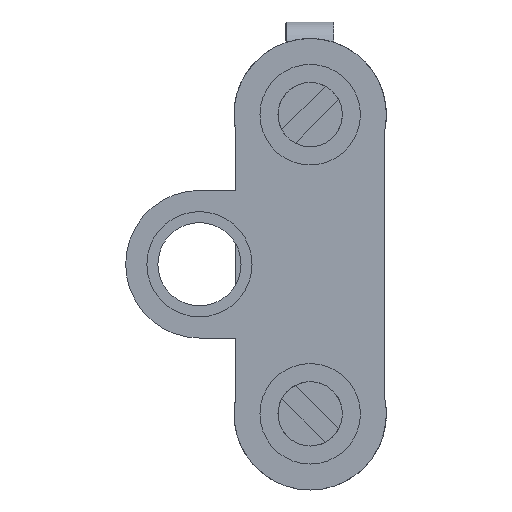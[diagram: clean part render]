
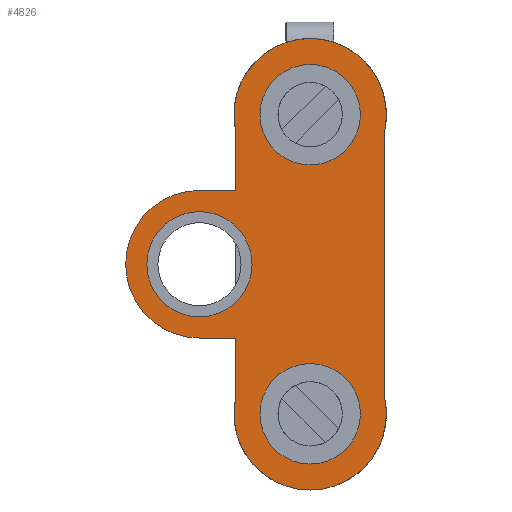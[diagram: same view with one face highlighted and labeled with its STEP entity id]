
A CAD part, left-side view. The second image highlights one B-rep face of the part: STEP entity #4826.
In plain terms, the highlighted planar face has unit normal (-1, 0, 0).
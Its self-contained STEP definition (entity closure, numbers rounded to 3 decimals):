
#158 = LINE ( 'NONE', #6523, #1733 ) ;
#159 = VERTEX_POINT ( 'NONE', #2754 ) ;
#231 = ORIENTED_EDGE ( 'NONE', *, *, #3849, .F. ) ;
#246 = VERTEX_POINT ( 'NONE', #2984 ) ;
#316 = VERTEX_POINT ( 'NONE', #1866 ) ;
#350 = CIRCLE ( 'NONE', #4617, 3.35 ) ;
#387 = DIRECTION ( 'NONE',  ( 0., 0., 1. ) ) ;
#432 = ORIENTED_EDGE ( 'NONE', *, *, #4019, .T. ) ;
#562 = DIRECTION ( 'NONE',  ( -1., 0., 0. ) ) ;
#573 = EDGE_CURVE ( 'NONE', #2295, #3116, #5928, .T. ) ;
#595 = DIRECTION ( 'NONE',  ( 0., 0., 1. ) ) ;
#656 = AXIS2_PLACEMENT_3D ( 'NONE', #2772, #6913, #3356 ) ;
#691 = CARTESIAN_POINT ( 'NONE',  ( 0., -4.75, -8.545 ) ) ;
#801 = ORIENTED_EDGE ( 'NONE', *, *, #5645, .T. ) ;
#815 = DIRECTION ( 'NONE',  ( 0., 0., -1. ) ) ;
#832 = CIRCLE ( 'NONE', #1967, 4.85 ) ;
#842 = DIRECTION ( 'NONE',  ( -1., 0., 0. ) ) ;
#853 = ORIENTED_EDGE ( 'NONE', *, *, #7597, .F. ) ;
#1009 = EDGE_CURVE ( 'NONE', #7596, #7540, #5746, .T. ) ;
#1030 = ORIENTED_EDGE ( 'NONE', *, *, #4056, .F. ) ;
#1109 = ORIENTED_EDGE ( 'NONE', *, *, #3655, .T. ) ;
#1111 = CARTESIAN_POINT ( 'NONE',  ( 0., 4.75, 4.7 ) ) ;
#1129 = EDGE_CURVE ( 'NONE', #1302, #3907, #832, .T. ) ;
#1225 = EDGE_CURVE ( 'NONE', #7315, #6662, #4383, .T. ) ;
#1243 = VECTOR ( 'NONE', #2668, 1000. ) ;
#1250 = FACE_BOUND ( 'NONE', #4130, .T. ) ;
#1302 = VERTEX_POINT ( 'NONE', #6735 ) ;
#1357 = ORIENTED_EDGE ( 'NONE', *, *, #4410, .T. ) ;
#1419 = VECTOR ( 'NONE', #2284, 1000. ) ;
#1455 = CARTESIAN_POINT ( 'NONE',  ( 0., 0., 14.375 ) ) ;
#1565 = CARTESIAN_POINT ( 'NONE',  ( 0., 7.05, 0. ) ) ;
#1595 = AXIS2_PLACEMENT_3D ( 'NONE', #7698, #4126, #595 ) ;
#1646 = CIRCLE ( 'NONE', #1747, 3.2 ) ;
#1733 = VECTOR ( 'NONE', #7087, 1000. ) ;
#1747 = AXIS2_PLACEMENT_3D ( 'NONE', #6307, #2769, #6910 ) ;
#1866 = CARTESIAN_POINT ( 'NONE',  ( 0., 4.75, 4.7 ) ) ;
#1908 = LINE ( 'NONE', #6861, #3271 ) ;
#1967 = AXIS2_PLACEMENT_3D ( 'NONE', #2280, #6425, #2883 ) ;
#1968 = PLANE ( 'NONE',  #5496 ) ;
#2104 = VERTEX_POINT ( 'NONE', #6877 ) ;
#2164 = DIRECTION ( 'NONE',  ( 0., 0., 1. ) ) ;
#2233 = CARTESIAN_POINT ( 'NONE',  ( 0., 0., 9.525 ) ) ;
#2279 = ORIENTED_EDGE ( 'NONE', *, *, #5852, .T. ) ;
#2280 = CARTESIAN_POINT ( 'NONE',  ( 0., 0., 9.525 ) ) ;
#2284 = DIRECTION ( 'NONE',  ( 0., 0., -1. ) ) ;
#2295 = VERTEX_POINT ( 'NONE', #3330 ) ;
#2387 = CARTESIAN_POINT ( 'NONE',  ( 0., 0., -14.375 ) ) ;
#2393 = AXIS2_PLACEMENT_3D ( 'NONE', #6564, #3011, #7152 ) ;
#2527 = EDGE_CURVE ( 'NONE', #2104, #246, #3497, .T. ) ;
#2567 = ORIENTED_EDGE ( 'NONE', *, *, #1009, .T. ) ;
#2668 = DIRECTION ( 'NONE',  ( 0., 0., 1. ) ) ;
#2702 = VERTEX_POINT ( 'NONE', #2387 ) ;
#2704 = CARTESIAN_POINT ( 'NONE',  ( 0., 4.75, -8.545 ) ) ;
#2705 = DIRECTION ( 'NONE',  ( 0., 1., 0. ) ) ;
#2754 = CARTESIAN_POINT ( 'NONE',  ( 0., 4.75, -4.7 ) ) ;
#2769 = DIRECTION ( 'NONE',  ( -1., 0., 0. ) ) ;
#2772 = CARTESIAN_POINT ( 'NONE',  ( 0., 0., 9.525 ) ) ;
#2812 = ORIENTED_EDGE ( 'NONE', *, *, #573, .F. ) ;
#2815 = DIRECTION ( 'NONE',  ( -1., 0., 0. ) ) ;
#2825 = DIRECTION ( 'NONE',  ( 0., 0., 1. ) ) ;
#2883 = DIRECTION ( 'NONE',  ( 0., 0., -1. ) ) ;
#2889 = VERTEX_POINT ( 'NONE', #6053 ) ;
#2984 = CARTESIAN_POINT ( 'NONE',  ( 0., 0., 6.325 ) ) ;
#3011 = DIRECTION ( 'NONE',  ( -1., 0., 0. ) ) ;
#3030 = FACE_BOUND ( 'NONE', #5249, .T. ) ;
#3054 = AXIS2_PLACEMENT_3D ( 'NONE', #4090, #562, #4691 ) ;
#3116 = VERTEX_POINT ( 'NONE', #5093 ) ;
#3256 = CARTESIAN_POINT ( 'NONE',  ( 0., 7.05, -4.7 ) ) ;
#3271 = VECTOR ( 'NONE', #2705, 1000. ) ;
#3305 = ORIENTED_EDGE ( 'NONE', *, *, #3434, .F. ) ;
#3330 = CARTESIAN_POINT ( 'NONE',  ( 0., 0., -12.725 ) ) ;
#3356 = DIRECTION ( 'NONE',  ( 0., 0., -1. ) ) ;
#3434 = EDGE_CURVE ( 'NONE', #3116, #2295, #1646, .T. ) ;
#3497 = CIRCLE ( 'NONE', #6955, 3.2 ) ;
#3655 = EDGE_CURVE ( 'NONE', #2702, #7315, #6480, .T. ) ;
#3719 = ORIENTED_EDGE ( 'NONE', *, *, #1129, .F. ) ;
#3849 = EDGE_CURVE ( 'NONE', #7177, #2889, #5518, .T. ) ;
#3907 = VERTEX_POINT ( 'NONE', #1455 ) ;
#3918 = DIRECTION ( 'NONE',  ( -1., 0., 0. ) ) ;
#3990 = VERTEX_POINT ( 'NONE', #2704 ) ;
#4019 = EDGE_CURVE ( 'NONE', #7540, #159, #6933, .T. ) ;
#4056 = EDGE_CURVE ( 'NONE', #3907, #6662, #4782, .T. ) ;
#4090 = CARTESIAN_POINT ( 'NONE',  ( 0., 0., -9.525 ) ) ;
#4126 = DIRECTION ( 'NONE',  ( -1., 0., 0. ) ) ;
#4130 = EDGE_LOOP ( 'NONE', ( #6929, #6219 ) ) ;
#4350 = DIRECTION ( 'NONE',  ( 1., 0., 0. ) ) ;
#4375 = CARTESIAN_POINT ( 'NONE',  ( 0., 7.05, 0. ) ) ;
#4383 = LINE ( 'NONE', #7390, #1243 ) ;
#4410 = EDGE_CURVE ( 'NONE', #159, #3990, #158, .T. ) ;
#4617 = AXIS2_PLACEMENT_3D ( 'NONE', #1565, #5697, #2164 ) ;
#4681 = EDGE_LOOP ( 'NONE', ( #2279, #1109, #5318, #1030, #3719, #7435, #801, #2567, #432, #1357 ) ) ;
#4691 = DIRECTION ( 'NONE',  ( 0., 0., 1. ) ) ;
#4776 = FACE_BOUND ( 'NONE', #4828, .T. ) ;
#4782 = CIRCLE ( 'NONE', #656, 4.85 ) ;
#4826 = ADVANCED_FACE ( 'NONE', ( #3030, #1250, #4776, #7570 ), #1968, .F. ) ;
#4828 = EDGE_LOOP ( 'NONE', ( #3305, #2812 ) ) ;
#4984 = DIRECTION ( 'NONE',  ( 0., 0., 1. ) ) ;
#5093 = CARTESIAN_POINT ( 'NONE',  ( 0., 0., -6.325 ) ) ;
#5249 = EDGE_LOOP ( 'NONE', ( #853, #231 ) ) ;
#5318 = ORIENTED_EDGE ( 'NONE', *, *, #1225, .T. ) ;
#5413 = EDGE_CURVE ( 'NONE', #1302, #316, #5975, .T. ) ;
#5485 = CARTESIAN_POINT ( 'NONE',  ( 0., 0., 9.525 ) ) ;
#5496 = AXIS2_PLACEMENT_3D ( 'NONE', #5485, #4350, #815 ) ;
#5518 = CIRCLE ( 'NONE', #7154, 3.35 ) ;
#5645 = EDGE_CURVE ( 'NONE', #316, #7596, #1908, .T. ) ;
#5669 = CARTESIAN_POINT ( 'NONE',  ( 0., 4.75, -4.7 ) ) ;
#5697 = DIRECTION ( 'NONE',  ( -1., 0., 0. ) ) ;
#5746 = CIRCLE ( 'NONE', #7259, 4.7 ) ;
#5806 = CARTESIAN_POINT ( 'NONE',  ( 0., -4.75, 8.545 ) ) ;
#5852 = EDGE_CURVE ( 'NONE', #3990, #2702, #7094, .T. ) ;
#5928 = CIRCLE ( 'NONE', #3054, 3.2 ) ;
#5975 = LINE ( 'NONE', #1111, #1419 ) ;
#6013 = CARTESIAN_POINT ( 'NONE',  ( 0., 7.05, -3.35 ) ) ;
#6053 = CARTESIAN_POINT ( 'NONE',  ( 0., 7.05, 3.35 ) ) ;
#6204 = EDGE_CURVE ( 'NONE', #246, #2104, #7000, .T. ) ;
#6219 = ORIENTED_EDGE ( 'NONE', *, *, #6204, .F. ) ;
#6240 = CARTESIAN_POINT ( 'NONE',  ( 0., 7.05, 4.7 ) ) ;
#6307 = CARTESIAN_POINT ( 'NONE',  ( 0., 0., -9.525 ) ) ;
#6354 = CARTESIAN_POINT ( 'NONE',  ( 0., 0., -9.525 ) ) ;
#6373 = VECTOR ( 'NONE', #6885, 1000. ) ;
#6381 = DIRECTION ( 'NONE',  ( -1., 0., 0. ) ) ;
#6425 = DIRECTION ( 'NONE',  ( 1., 0., 0. ) ) ;
#6480 = CIRCLE ( 'NONE', #2393, 4.85 ) ;
#6523 = CARTESIAN_POINT ( 'NONE',  ( 0., 4.75, -8.545 ) ) ;
#6564 = CARTESIAN_POINT ( 'NONE',  ( 0., 0., -9.525 ) ) ;
#6662 = VERTEX_POINT ( 'NONE', #5806 ) ;
#6674 = AXIS2_PLACEMENT_3D ( 'NONE', #6354, #2815, #6957 ) ;
#6735 = CARTESIAN_POINT ( 'NONE',  ( 0., 4.75, 8.545 ) ) ;
#6861 = CARTESIAN_POINT ( 'NONE',  ( 0., 7.05, 4.7 ) ) ;
#6877 = CARTESIAN_POINT ( 'NONE',  ( 0., 0., 12.725 ) ) ;
#6885 = DIRECTION ( 'NONE',  ( 0., -1., 0. ) ) ;
#6910 = DIRECTION ( 'NONE',  ( 0., 0., 1. ) ) ;
#6913 = DIRECTION ( 'NONE',  ( 1., 0., 0. ) ) ;
#6929 = ORIENTED_EDGE ( 'NONE', *, *, #2527, .F. ) ;
#6933 = LINE ( 'NONE', #5669, #6373 ) ;
#6955 = AXIS2_PLACEMENT_3D ( 'NONE', #2233, #6381, #2825 ) ;
#6957 = DIRECTION ( 'NONE',  ( 0., 0., 1. ) ) ;
#7000 = CIRCLE ( 'NONE', #1595, 3.2 ) ;
#7087 = DIRECTION ( 'NONE',  ( 0., 0., -1. ) ) ;
#7094 = CIRCLE ( 'NONE', #6674, 4.85 ) ;
#7152 = DIRECTION ( 'NONE',  ( 0., 0., 1. ) ) ;
#7154 = AXIS2_PLACEMENT_3D ( 'NONE', #4375, #842, #4984 ) ;
#7177 = VERTEX_POINT ( 'NONE', #6013 ) ;
#7259 = AXIS2_PLACEMENT_3D ( 'NONE', #7490, #3918, #387 ) ;
#7315 = VERTEX_POINT ( 'NONE', #691 ) ;
#7390 = CARTESIAN_POINT ( 'NONE',  ( 0., -4.75, -8.545 ) ) ;
#7435 = ORIENTED_EDGE ( 'NONE', *, *, #5413, .T. ) ;
#7490 = CARTESIAN_POINT ( 'NONE',  ( 0., 7.05, 0. ) ) ;
#7540 = VERTEX_POINT ( 'NONE', #3256 ) ;
#7570 = FACE_OUTER_BOUND ( 'NONE', #4681, .T. ) ;
#7596 = VERTEX_POINT ( 'NONE', #6240 ) ;
#7597 = EDGE_CURVE ( 'NONE', #2889, #7177, #350, .T. ) ;
#7698 = CARTESIAN_POINT ( 'NONE',  ( 0., 0., 9.525 ) ) ;
